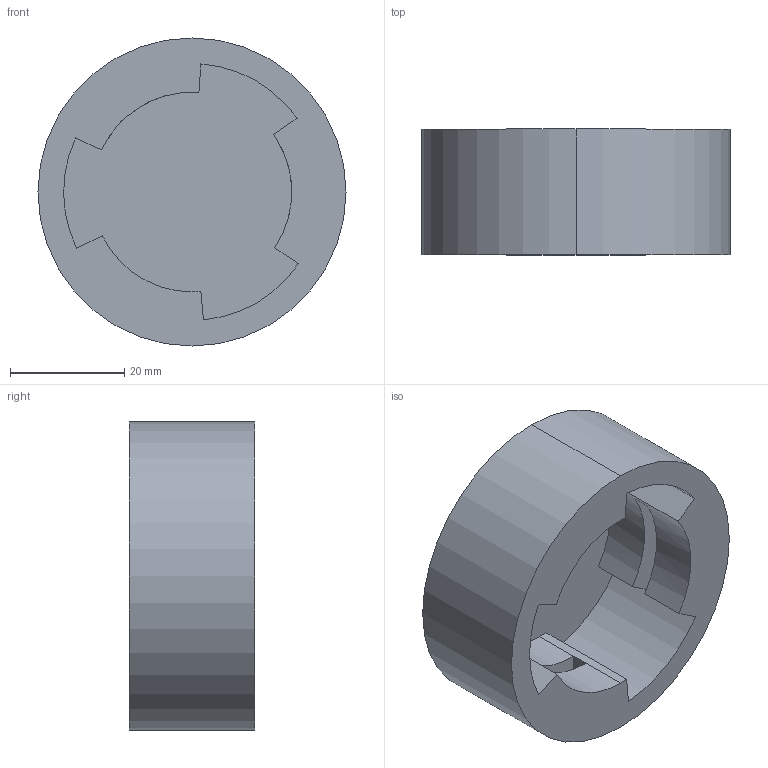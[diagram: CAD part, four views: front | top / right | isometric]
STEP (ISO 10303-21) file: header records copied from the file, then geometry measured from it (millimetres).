
FILE_DESCRIPTION (( 'STEP AP214' ), '1' );
FILE_NAME ('SteelBase_Upper.STEP', '2021-06-20T12:11:17', ( '' ), ( '' ), 'SwSTEP 2.0', 'SolidWorks 2019', '' );
FILE_SCHEMA (( 'AUTOMOTIVE_DESIGN' ));
Length unit declared in the file: millimetre
Products named in the file (1): SteelBase_Upper
Bounding box: 54 x 22 x 54 mm (x, y, z)
Volume: 24804.3 mm3; surface area: 12098.7 mm2
Topology: 1 solids, 1 shells, 31 faces, 82 edges, 54 vertices
Faces by surface type: plane 21, cylinder 10
Entity records: 1004 total; most frequent: DIRECTION 176, CARTESIAN_POINT 168, ORIENTED_EDGE 164, EDGE_CURVE 82, AXIS2_PLACEMENT_3D 62, VERTEX_POINT 54, LINE 52, VECTOR 52
